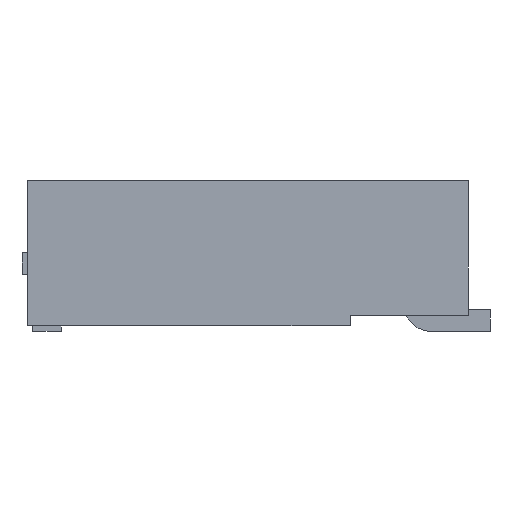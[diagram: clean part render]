
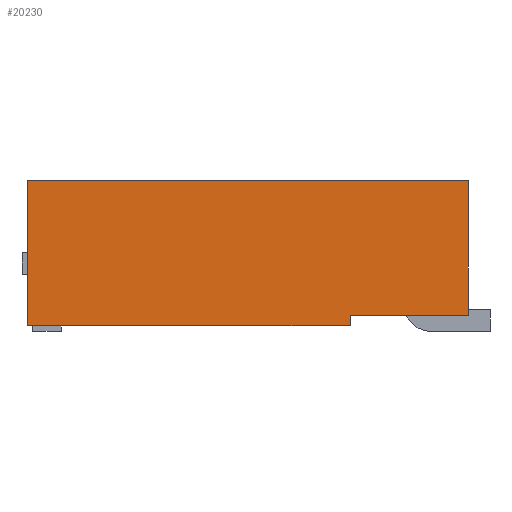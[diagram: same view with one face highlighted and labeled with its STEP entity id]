
A CAD part, left-side view. The second image highlights one B-rep face of the part: STEP entity #20230.
In plain terms, the highlighted planar face has unit normal (-1, 0, 0).
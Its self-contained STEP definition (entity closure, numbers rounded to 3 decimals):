
#6750=CARTESIAN_POINT('',(-67.295,-17.65,0.1));
#6760=VERTEX_POINT('',#6750);
#6790=CARTESIAN_POINT('',(-67.295,-18.509,
0.1));
#6800=DIRECTION('',(0.,1.,0.));
#6810=VECTOR('',#6800,1.);
#6820=LINE('',#6790,#6810);
#6830=CARTESIAN_POINT('',(-67.295,-20.65,0.1));
#6840=VERTEX_POINT('',#6830);
#6850=EDGE_CURVE('',#6840,#6760,#6820,.T.);
#17290=CARTESIAN_POINT('',(-67.295,-21.75,8.945));
#17300=DIRECTION('',(0.,0.,-1.));
#17310=VECTOR('',#17300,1.);
#17320=LINE('',#17290,#17310);
#17330=CARTESIAN_POINT('',(-67.295,-21.75,1.45));
#17340=VERTEX_POINT('',#17330);
#17350=CARTESIAN_POINT('',(-67.295,-21.75,0.2));
#17360=VERTEX_POINT('',#17350);
#17370=EDGE_CURVE('',#17340,#17360,#17320,.T.);
#19860=CARTESIAN_POINT('',(-67.295,-17.8,1.45));
#19870=DIRECTION('',(-1.,-0.,-0.));
#19880=DIRECTION('',(0.,0.,-1.));
#19890=AXIS2_PLACEMENT_3D('',#19860,#19870,#19880);
#19900=PLANE('',#19890);
#19910=CARTESIAN_POINT('',(-67.295,-18.509,
0.2));
#19920=DIRECTION('',(0.,-1.,0.));
#19930=VECTOR('',#19920,1.);
#19940=LINE('',#19910,#19930);
#19950=CARTESIAN_POINT('',(-67.295,-20.65,0.2));
#19960=VERTEX_POINT('',#19950);
#19970=EDGE_CURVE('',#19960,#17360,#19940,.T.);
#19980=ORIENTED_EDGE('',*,*,#19970,.T.);
#19990=CARTESIAN_POINT('',(-67.295,-20.65,8.945));
#20000=DIRECTION('',(0.,0.,-1.));
#20010=VECTOR('',#20000,1.);
#20020=LINE('',#19990,#20010);
#20030=EDGE_CURVE('',#19960,#6840,#20020,.T.);
#20040=ORIENTED_EDGE('',*,*,#20030,.F.);
#20050=ORIENTED_EDGE('',*,*,#6850,.F.);
#20060=CARTESIAN_POINT('',(-67.295,-17.65,8.945));
#20070=DIRECTION('',(0.,0.,-1.));
#20080=VECTOR('',#20070,1.);
#20090=LINE('',#20060,#20080);
#20100=CARTESIAN_POINT('',(-67.295,-17.65,1.45));
#20110=VERTEX_POINT('',#20100);
#20120=EDGE_CURVE('',#20110,#6760,#20090,.T.);
#20130=ORIENTED_EDGE('',*,*,#20120,.T.);
#20140=CARTESIAN_POINT('',(-67.295,-18.509,1.45));
#20150=DIRECTION('',(0.,1.,0.));
#20160=VECTOR('',#20150,1.);
#20170=LINE('',#20140,#20160);
#20180=EDGE_CURVE('',#17340,#20110,#20170,.T.);
#20190=ORIENTED_EDGE('',*,*,#20180,.T.);
#20200=ORIENTED_EDGE('',*,*,#17370,.F.);
#20210=EDGE_LOOP('',(#20200,#20190,#20130,#20050,#20040,#19980));
#20220=FACE_OUTER_BOUND('',#20210,.T.);
#20230=ADVANCED_FACE('',(#20220),#19900,.T.);
